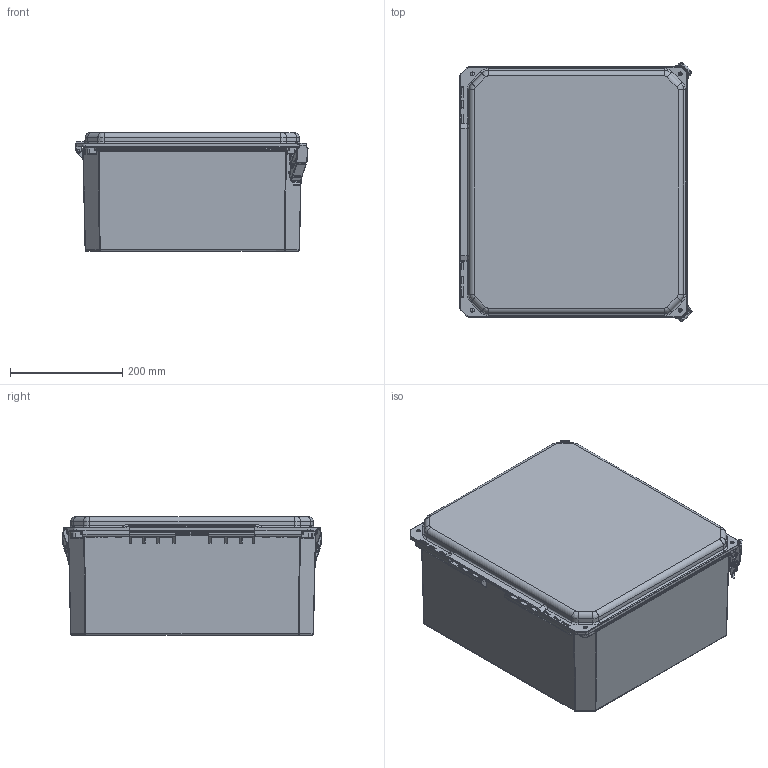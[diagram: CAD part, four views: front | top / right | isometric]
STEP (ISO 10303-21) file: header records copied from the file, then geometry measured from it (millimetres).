
FILE_DESCRIPTION(/* description */ (''),/* implementation_level */ '2;1');
FILE_NAME(/* name */ 'HW-CC161408CHQR.stp',/* time_stamp */ '2014-03-13T06:23:55-05:00',/* author */ ('pmescher'),/* organization */ (''),/* preprocessor_version */ 'ST-DEVELOPER v15.2',/* originating_system */ 'Autodesk Inventor 2014',/* authorisation */ '');
FILE_SCHEMA (('AUTOMOTIVE_DESIGN { 1 0 10303 214 3 1 1 }'));
Products named in the file (15): DS161408BOX; DSCC161408CVR; GA1614; WP1614HLU; BRASS INSERT-(; BRASS INSERT-(_1; BRASS INSERT-(_2; AT40005; Part1; Part2; LATCH HINGE; LATCH -1 Assembly; RMHINGAT40006-04; DS COVER  BUSH; DSCC161408HPL_STP
Bounding box: 414.02 x 463.64 x 211.91 mm (x, y, z)
Volume: 2838705.3 mm3; surface area: 1424988.7 mm2
Topology: 29 solids, 29 shells, 2317 faces, 5702 edges, 3395 vertices
Faces by surface type: cylinder 924, plane 702, bspline 383, torus 185, cone 102, sphere 21
Full cylindrical faces by diameter (mm): 3.429 x20, 3.48 x4, 3.81 x4, 3.861 x8, 3.962 x12, 5.3 x4, 5.563 x4, 6.248 x12, 6.401 x4, 7.62 x4, 7.925 x4, 9.525 x2
Entity records: 75940 total; most frequent: CARTESIAN_POINT 27042, DIRECTION 10518, ORIENTED_EDGE 9962, EDGE_CURVE 4981, AXIS2_PLACEMENT_3D 4132, VERTEX_POINT 3016, EDGE_LOOP 2283, LINE 2254
